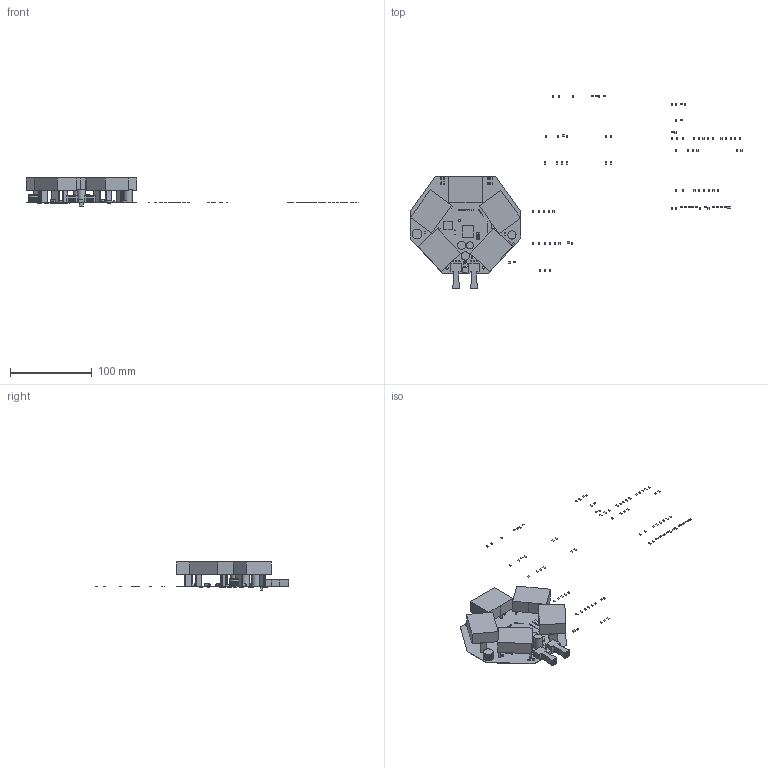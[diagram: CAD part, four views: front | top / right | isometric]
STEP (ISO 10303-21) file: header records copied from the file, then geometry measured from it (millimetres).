
FILE_DESCRIPTION(('Open CASCADE Model'),'2;1');
FILE_NAME('Open CASCADE Shape Model','2017-10-28T15:08:40',('Author'),( 'Open CASCADE'),'Open CASCADE STEP processor 6.8','Open CASCADE 6.8' ,'Unknown');
FILE_SCHEMA(('AUTOMOTIVE_DESIGN { 1 0 10303 214 1 1 1 1 }'));
Length unit declared in the file: millimetre
Products named in the file (250): PCB; Board; C45; 871533360; Cylinder; MD5; 1031489208; Extruded; 1031489344; 1031489480; MD4; 1031488800; 1031488936; 1031489072; MD3; 871721352; 1031488528; 1031488664; MD2; 871720944; 871721080; 871721216; MD1; 871720536; 871720672; 871720808; Battery1; 871719040; C1; 871718768; C2; C3; C4; C5; C6; C7; C8; C9; C10; 871718904 ...
Assembly tree (369 placements, depth 4):
  PCB
    Board
    C45
      871533360
        Cylinder
    MD5
      1031489208
        Extruded
      1031489344
        Extruded
      1031489480
        Extruded
    MD4
      1031488800
        Extruded
      1031488936
        Extruded
      1031489072
        Extruded
    MD3
      871721352
        Extruded
      1031488528
        Extruded
      1031488664
        Extruded
    MD2
      871720944
        Extruded
      871721080
        Extruded
      871721216
        Extruded
    MD1
      871720536
        Extruded
      871720672
        Extruded
      871720808
        Extruded
    Battery1
      871719040
        Extruded
    C1
      871718768
        Extruded
    C2
      871718768
        Extruded
    C3
      871718768
        Extruded
    C4
      871718768
        Extruded
    C5
      871718768
        Extruded
    C6
      871718768
Bounding box: 407.31 x 237.2 x 34.41 mm (x, y, z)
Volume: 121553.3 mm3; surface area: 63888.1 mm2
Topology: 167 solids, 167 shells, 1194 faces, 2580 edges, 1720 vertices
Faces by surface type: plane 1069, cylinder 125
Full cylindrical faces by diameter (mm): 0.762 x8, 0.8 x2, 0.9 x80, 1 x10, 1.4 x10, 3 x5, 3.5 x6, 8.7 x1, 10 x3
Entity records: 34450 total; most frequent: CARTESIAN_POINT 5372, DIRECTION 5201, LINE 2813, VECTOR 2813, ORIENTED_EDGE 2214, PCURVE 2214, DEFINITIONAL_REPRESENTATION 2214, EDGE_CURVE 1107
